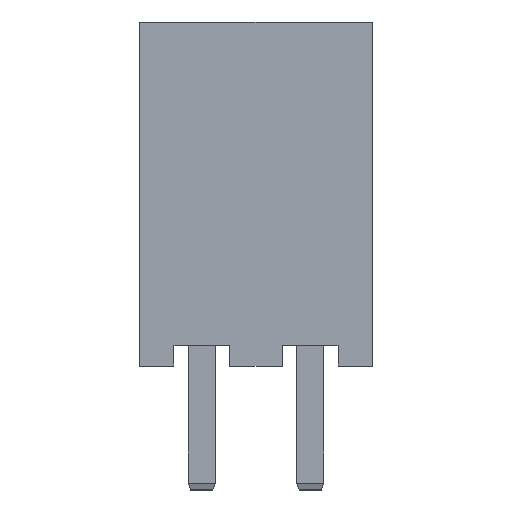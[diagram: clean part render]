
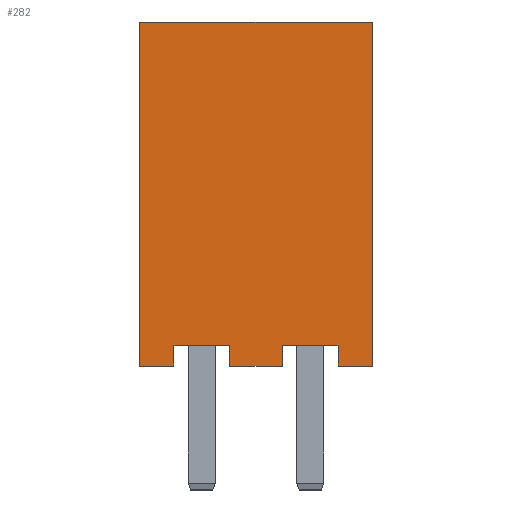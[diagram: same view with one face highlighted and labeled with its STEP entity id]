
A CAD part, top view. The second image highlights one B-rep face of the part: STEP entity #282.
In plain terms, the highlighted planar face has unit normal (0, 0, 1).
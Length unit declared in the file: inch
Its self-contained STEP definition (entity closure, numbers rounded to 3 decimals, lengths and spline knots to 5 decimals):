
#282 = ADVANCED_FACE( '', ( #553 ), #554, .F. );
#553 = FACE_OUTER_BOUND( '', #819, .T. );
#554 = PLANE( '', #820 );
#819 = EDGE_LOOP( '', ( #1476, #1477, #1478, #1479, #1480, #1481, #1482, #1483, #1484, #1485, #1486, #1487 ) );
#820 = AXIS2_PLACEMENT_3D( '', #1488, #1489, #1490 );
#1476 = ORIENTED_EDGE( '', *, *, #1638, .F. );
#1477 = ORIENTED_EDGE( '', *, *, #1714, .T. );
#1478 = ORIENTED_EDGE( '', *, *, #1694, .F. );
#1479 = ORIENTED_EDGE( '', *, *, #1795, .F. );
#1480 = ORIENTED_EDGE( '', *, *, #1761, .T. );
#1481 = ORIENTED_EDGE( '', *, *, #1843, .T. );
#1482 = ORIENTED_EDGE( '', *, *, #1880, .F. );
#1483 = ORIENTED_EDGE( '', *, *, #1807, .F. );
#1484 = ORIENTED_EDGE( '', *, *, #1824, .F. );
#1485 = ORIENTED_EDGE( '', *, *, #1881, .T. );
#1486 = ORIENTED_EDGE( '', *, *, #1882, .F. );
#1487 = ORIENTED_EDGE( '', *, *, #1804, .F. );
#1488 = CARTESIAN_POINT( '', ( 0., 0.25, 0.03935 ) );
#1489 = DIRECTION( '', ( 0., 0., -1. ) );
#1490 = DIRECTION( '', ( -1., 0., 0. ) );
#1638 = EDGE_CURVE( '', #1945, #1948, #1949, .T. );
#1694 = EDGE_CURVE( '', #2042, #2044, #2045, .T. );
#1714 = EDGE_CURVE( '', #1945, #2044, #2073, .T. );
#1761 = EDGE_CURVE( '', #2150, #2148, #2151, .T. );
#1795 = EDGE_CURVE( '', #2150, #2042, #2198, .T. );
#1804 = EDGE_CURVE( '', #1948, #2209, #2210, .T. );
#1807 = EDGE_CURVE( '', #2212, #2214, #2215, .T. );
#1824 = EDGE_CURVE( '', #2237, #2212, #2239, .T. );
#1843 = EDGE_CURVE( '', #2148, #2260, #2263, .T. );
#1880 = EDGE_CURVE( '', #2214, #2260, #2305, .T. );
#1881 = EDGE_CURVE( '', #2237, #2306, #2307, .T. );
#1882 = EDGE_CURVE( '', #2209, #2306, #2308, .T. );
#1945 = VERTEX_POINT( '', #2390 );
#1948 = VERTEX_POINT( '', #2394 );
#1949 = LINE( '', #2395, #2396 );
#2042 = VERTEX_POINT( '', #2531 );
#2044 = VERTEX_POINT( '', #2534 );
#2045 = LINE( '', #2535, #2536 );
#2073 = LINE( '', #2577, #2578 );
#2148 = VERTEX_POINT( '', #2689 );
#2150 = VERTEX_POINT( '', #2692 );
#2151 = LINE( '', #2693, #2694 );
#2198 = LINE( '', #2765, #2766 );
#2209 = VERTEX_POINT( '', #2782 );
#2210 = LINE( '', #2783, #2784 );
#2212 = VERTEX_POINT( '', #2787 );
#2214 = VERTEX_POINT( '', #2790 );
#2215 = LINE( '', #2791, #2792 );
#2237 = VERTEX_POINT( '', #2826 );
#2239 = LINE( '', #2829, #2830 );
#2260 = VERTEX_POINT( '', #2861 );
#2263 = LINE( '', #2865, #2866 );
#2305 = LINE( '', #2927, #2928 );
#2306 = VERTEX_POINT( '', #2929 );
#2307 = LINE( '', #2930, #2931 );
#2308 = LINE( '', #2932, #2933 );
#2390 = CARTESIAN_POINT( '', ( 0.14418, 0., 0.03935 ) );
#2394 = CARTESIAN_POINT( '', ( 0.14418, 0.015, 0.03935 ) );
#2395 = CARTESIAN_POINT( '', ( 0.14418, 0., 0.03935 ) );
#2396 = VECTOR( '', #2978, 39.37008 );
#2531 = CARTESIAN_POINT( '', ( 0.16918, 0.25, 0.03935 ) );
#2534 = CARTESIAN_POINT( '', ( 0.16918, 0., 0.03935 ) );
#2535 = CARTESIAN_POINT( '', ( 0.16918, 0.25, 0.03935 ) );
#2536 = VECTOR( '', #3028, 39.37008 );
#2577 = CARTESIAN_POINT( '', ( 0., 0., 0.03935 ) );
#2578 = VECTOR( '', #3048, 39.37008 );
#2689 = CARTESIAN_POINT( '', ( 0., 0., 0.03935 ) );
#2692 = CARTESIAN_POINT( '', ( 0., 0.25, 0.03935 ) );
#2693 = CARTESIAN_POINT( '', ( 0., 0.25, 0.03935 ) );
#2694 = VECTOR( '', #3086, 39.37008 );
#2765 = CARTESIAN_POINT( '', ( 0., 0.25, 0.03935 ) );
#2766 = VECTOR( '', #3111, 39.37008 );
#2782 = CARTESIAN_POINT( '', ( 0.10374, 0.015, 0.03935 ) );
#2783 = CARTESIAN_POINT( '', ( 0.14418, 0.015, 0.03935 ) );
#2784 = VECTOR( '', #3117, 39.37008 );
#2787 = CARTESIAN_POINT( '', ( 0.06544, 0.015, 0.03935 ) );
#2790 = CARTESIAN_POINT( '', ( 0.025, 0.015, 0.03935 ) );
#2791 = CARTESIAN_POINT( '', ( 0.06544, 0.015, 0.03935 ) );
#2792 = VECTOR( '', #3120, 39.37008 );
#2826 = CARTESIAN_POINT( '', ( 0.06544, 0., 0.03935 ) );
#2829 = CARTESIAN_POINT( '', ( 0.06544, 0., 0.03935 ) );
#2830 = VECTOR( '', #3134, 39.37008 );
#2861 = CARTESIAN_POINT( '', ( 0.025, 0., 0.03935 ) );
#2865 = CARTESIAN_POINT( '', ( 0., 0., 0.03935 ) );
#2866 = VECTOR( '', #3146, 39.37008 );
#2927 = CARTESIAN_POINT( '', ( 0.025, 0.015, 0.03935 ) );
#2928 = VECTOR( '', #3166, 39.37008 );
#2929 = CARTESIAN_POINT( '', ( 0.10374, 0., 0.03935 ) );
#2930 = CARTESIAN_POINT( '', ( 0., 0., 0.03935 ) );
#2931 = VECTOR( '', #3167, 39.37008 );
#2932 = CARTESIAN_POINT( '', ( 0.10374, 0.015, 0.03935 ) );
#2933 = VECTOR( '', #3168, 39.37008 );
#2978 = DIRECTION( '', ( 0., 1., 0. ) );
#3028 = DIRECTION( '', ( 0., -1., 0. ) );
#3048 = DIRECTION( '', ( 1., 0., 0. ) );
#3086 = DIRECTION( '', ( 0., -1., 0. ) );
#3111 = DIRECTION( '', ( 1., 0., 0. ) );
#3117 = DIRECTION( '', ( -1., 0., 0. ) );
#3120 = DIRECTION( '', ( -1., 0., 0. ) );
#3134 = DIRECTION( '', ( 0., 1., 0. ) );
#3146 = DIRECTION( '', ( 1., 0., 0. ) );
#3166 = DIRECTION( '', ( 0., -1., 0. ) );
#3167 = DIRECTION( '', ( 1., 0., 0. ) );
#3168 = DIRECTION( '', ( 0., -1., 0. ) );
